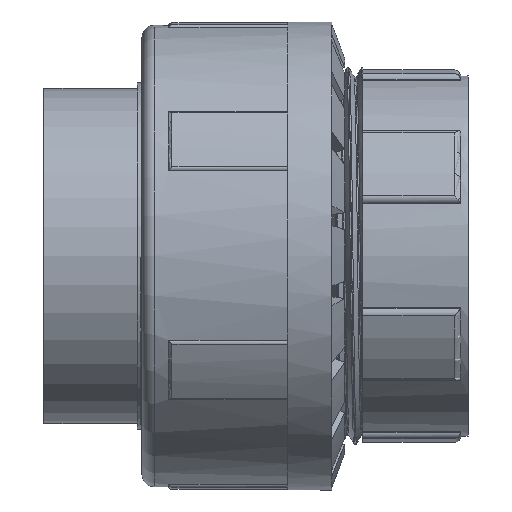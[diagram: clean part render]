
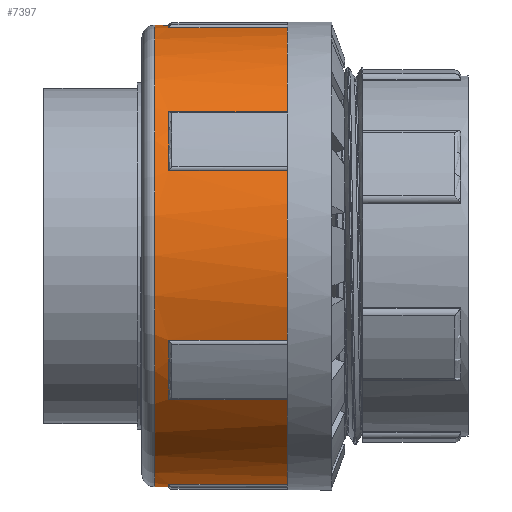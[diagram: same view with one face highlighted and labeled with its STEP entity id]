
A CAD part, top view. The second image highlights one B-rep face of the part: STEP entity #7397.
In plain terms, the highlighted cylindrical face has radius 36.5 mm (diameter 73 mm), a full revolution.
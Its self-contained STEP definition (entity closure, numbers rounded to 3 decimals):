
#84=CYLINDRICAL_SURFACE('',#7900,36.5);
#219=CIRCLE('',#7838,36.5);
#223=CIRCLE('',#7845,36.5);
#227=CIRCLE('',#7852,36.5);
#231=CIRCLE('',#7859,36.5);
#235=CIRCLE('',#7866,36.5);
#243=CIRCLE('',#7881,36.5);
#244=CIRCLE('',#7882,36.5);
#245=CIRCLE('',#7883,36.5);
#246=CIRCLE('',#7884,36.5);
#247=CIRCLE('',#7885,36.5);
#251=CIRCLE('',#7889,36.5);
#253=CIRCLE('',#7893,36.5);
#255=CIRCLE('',#7899,36.5);
#373=FACE_BOUND('',#1438,.T.);
#990=FACE_OUTER_BOUND('',#1437,.T.);
#1437=EDGE_LOOP('',(#6451,#6452,#6453,#6454,#6455,#6456,#6457,#6458,#6459,
#6460,#6461,#6462,#6463,#6464,#6465,#6466,#6467,#6468,#6469,#6470,#6471,
#6472,#6473,#6474));
#1438=EDGE_LOOP('',(#6475));
#2207=LINE('',#11998,#2882);
#2209=LINE('',#12021,#2884);
#2211=LINE('',#12041,#2886);
#2213=LINE('',#12064,#2888);
#2215=LINE('',#12084,#2890);
#2217=LINE('',#12107,#2892);
#2219=LINE('',#12127,#2894);
#2221=LINE('',#12150,#2896);
#2223=LINE('',#12170,#2898);
#2225=LINE('',#12193,#2900);
#2227=LINE('',#12236,#2902);
#2229=LINE('',#12256,#2904);
#2882=VECTOR('',#9292,10.);
#2884=VECTOR('',#9304,10.);
#2886=VECTOR('',#9310,10.);
#2888=VECTOR('',#9322,10.);
#2890=VECTOR('',#9328,10.);
#2892=VECTOR('',#9340,10.);
#2894=VECTOR('',#9346,10.);
#2896=VECTOR('',#9358,10.);
#2898=VECTOR('',#9364,10.);
#2900=VECTOR('',#9376,10.);
#2902=VECTOR('',#9422,10.);
#2904=VECTOR('',#9432,10.);
#3644=VERTEX_POINT('',#11981);
#3646=VERTEX_POINT('',#11985);
#3648=VERTEX_POINT('',#12002);
#3650=VERTEX_POINT('',#12019);
#3652=VERTEX_POINT('',#12024);
#3654=VERTEX_POINT('',#12028);
#3656=VERTEX_POINT('',#12045);
#3658=VERTEX_POINT('',#12062);
#3660=VERTEX_POINT('',#12067);
#3662=VERTEX_POINT('',#12071);
#3664=VERTEX_POINT('',#12088);
#3666=VERTEX_POINT('',#12105);
#3668=VERTEX_POINT('',#12110);
#3670=VERTEX_POINT('',#12114);
#3672=VERTEX_POINT('',#12131);
#3674=VERTEX_POINT('',#12148);
#3676=VERTEX_POINT('',#12153);
#3678=VERTEX_POINT('',#12157);
#3680=VERTEX_POINT('',#12174);
#3682=VERTEX_POINT('',#12191);
#3684=VERTEX_POINT('',#12211);
#3687=VERTEX_POINT('',#12217);
#3689=VERTEX_POINT('',#12223);
#3691=VERTEX_POINT('',#12240);
#3693=VERTEX_POINT('',#12262);
#4609=EDGE_CURVE('',#3644,#3646,#2207,.T.);
#4612=EDGE_CURVE('',#3646,#3648,#219,.T.);
#4615=EDGE_CURVE('',#3648,#3650,#2209,.T.);
#4619=EDGE_CURVE('',#3652,#3654,#2211,.T.);
#4622=EDGE_CURVE('',#3654,#3656,#223,.T.);
#4625=EDGE_CURVE('',#3656,#3658,#2213,.T.);
#4629=EDGE_CURVE('',#3660,#3662,#2215,.T.);
#4632=EDGE_CURVE('',#3662,#3664,#227,.T.);
#4635=EDGE_CURVE('',#3664,#3666,#2217,.T.);
#4639=EDGE_CURVE('',#3668,#3670,#2219,.T.);
#4642=EDGE_CURVE('',#3670,#3672,#231,.T.);
#4645=EDGE_CURVE('',#3672,#3674,#2221,.T.);
#4649=EDGE_CURVE('',#3676,#3678,#2223,.T.);
#4652=EDGE_CURVE('',#3678,#3680,#235,.T.);
#4655=EDGE_CURVE('',#3680,#3682,#2225,.T.);
#4662=EDGE_CURVE('',#3658,#3644,#243,.T.);
#4663=EDGE_CURVE('',#3666,#3652,#244,.T.);
#4664=EDGE_CURVE('',#3674,#3660,#245,.T.);
#4665=EDGE_CURVE('',#3682,#3668,#246,.T.);
#4666=EDGE_CURVE('',#3684,#3676,#247,.T.);
#4670=EDGE_CURVE('',#3650,#3687,#251,.T.);
#4673=EDGE_CURVE('',#3687,#3689,#2227,.T.);
#4676=EDGE_CURVE('',#3689,#3691,#253,.T.);
#4678=EDGE_CURVE('',#3691,#3684,#2229,.T.);
#4680=EDGE_CURVE('',#3693,#3693,#255,.T.);
#6451=ORIENTED_EDGE('',*,*,#4615,.T.);
#6452=ORIENTED_EDGE('',*,*,#4670,.T.);
#6453=ORIENTED_EDGE('',*,*,#4673,.T.);
#6454=ORIENTED_EDGE('',*,*,#4676,.T.);
#6455=ORIENTED_EDGE('',*,*,#4678,.T.);
#6456=ORIENTED_EDGE('',*,*,#4666,.T.);
#6457=ORIENTED_EDGE('',*,*,#4649,.T.);
#6458=ORIENTED_EDGE('',*,*,#4652,.T.);
#6459=ORIENTED_EDGE('',*,*,#4655,.T.);
#6460=ORIENTED_EDGE('',*,*,#4665,.T.);
#6461=ORIENTED_EDGE('',*,*,#4639,.T.);
#6462=ORIENTED_EDGE('',*,*,#4642,.T.);
#6463=ORIENTED_EDGE('',*,*,#4645,.T.);
#6464=ORIENTED_EDGE('',*,*,#4664,.T.);
#6465=ORIENTED_EDGE('',*,*,#4629,.T.);
#6466=ORIENTED_EDGE('',*,*,#4632,.T.);
#6467=ORIENTED_EDGE('',*,*,#4635,.T.);
#6468=ORIENTED_EDGE('',*,*,#4663,.T.);
#6469=ORIENTED_EDGE('',*,*,#4619,.T.);
#6470=ORIENTED_EDGE('',*,*,#4622,.T.);
#6471=ORIENTED_EDGE('',*,*,#4625,.T.);
#6472=ORIENTED_EDGE('',*,*,#4662,.T.);
#6473=ORIENTED_EDGE('',*,*,#4609,.T.);
#6474=ORIENTED_EDGE('',*,*,#4612,.T.);
#6475=ORIENTED_EDGE('',*,*,#4680,.F.);
#7397=ADVANCED_FACE('',(#990,#373),#84,.T.);
#7838=AXIS2_PLACEMENT_3D('',#12015,#9297,#9298);
#7845=AXIS2_PLACEMENT_3D('',#12058,#9315,#9316);
#7852=AXIS2_PLACEMENT_3D('',#12101,#9333,#9334);
#7859=AXIS2_PLACEMENT_3D('',#12144,#9351,#9352);
#7866=AXIS2_PLACEMENT_3D('',#12187,#9369,#9370);
#7881=AXIS2_PLACEMENT_3D('',#12207,#9401,#9402);
#7882=AXIS2_PLACEMENT_3D('',#12208,#9403,#9404);
#7883=AXIS2_PLACEMENT_3D('',#12209,#9405,#9406);
#7884=AXIS2_PLACEMENT_3D('',#12210,#9407,#9408);
#7885=AXIS2_PLACEMENT_3D('',#12212,#9409,#9410);
#7889=AXIS2_PLACEMENT_3D('',#12219,#9417,#9418);
#7893=AXIS2_PLACEMENT_3D('',#12253,#9427,#9428);
#7899=AXIS2_PLACEMENT_3D('',#12263,#9441,#9442);
#7900=AXIS2_PLACEMENT_3D('',#12264,#9443,#9444);
#9292=DIRECTION('',(-1.,0.,0.));
#9297=DIRECTION('center_axis',(-1.,0.,0.));
#9298=DIRECTION('ref_axis',(0.,-1.,0.));
#9304=DIRECTION('',(1.,0.,0.));
#9310=DIRECTION('',(-1.,0.,0.));
#9315=DIRECTION('center_axis',(-1.,0.,0.));
#9316=DIRECTION('ref_axis',(0.,-1.,0.));
#9322=DIRECTION('',(1.,0.,0.));
#9328=DIRECTION('',(-1.,0.,0.));
#9333=DIRECTION('center_axis',(-1.,0.,0.));
#9334=DIRECTION('ref_axis',(0.,-1.,0.));
#9340=DIRECTION('',(1.,0.,0.));
#9346=DIRECTION('',(-1.,0.,0.));
#9351=DIRECTION('center_axis',(-1.,0.,0.));
#9352=DIRECTION('ref_axis',(0.,-1.,0.));
#9358=DIRECTION('',(1.,0.,0.));
#9364=DIRECTION('',(-1.,0.,0.));
#9369=DIRECTION('center_axis',(-1.,0.,0.));
#9370=DIRECTION('ref_axis',(0.,-1.,0.));
#9376=DIRECTION('',(1.,0.,0.));
#9401=DIRECTION('center_axis',(-1.,0.,0.));
#9402=DIRECTION('ref_axis',(0.,-1.,0.));
#9403=DIRECTION('center_axis',(-1.,0.,0.));
#9404=DIRECTION('ref_axis',(0.,-1.,0.));
#9405=DIRECTION('center_axis',(-1.,0.,0.));
#9406=DIRECTION('ref_axis',(0.,-1.,0.));
#9407=DIRECTION('center_axis',(-1.,0.,0.));
#9408=DIRECTION('ref_axis',(0.,-1.,0.));
#9409=DIRECTION('center_axis',(-1.,0.,0.));
#9410=DIRECTION('ref_axis',(0.,-1.,0.));
#9417=DIRECTION('center_axis',(-1.,0.,0.));
#9418=DIRECTION('ref_axis',(0.,-1.,0.));
#9422=DIRECTION('',(-1.,0.,0.));
#9427=DIRECTION('center_axis',(-1.,0.,0.));
#9428=DIRECTION('ref_axis',(0.,-1.,0.));
#9432=DIRECTION('',(1.,0.,0.));
#9441=DIRECTION('center_axis',(-1.,0.,0.));
#9442=DIRECTION('ref_axis',(0.,1.,0.));
#9443=DIRECTION('center_axis',(-1.,0.,0.));
#9444=DIRECTION('ref_axis',(0.,-1.,0.));
#11981=CARTESIAN_POINT('',(23.,13.405,33.949));
#11985=CARTESIAN_POINT('',(4.25,13.405,33.949));
#11998=CARTESIAN_POINT('',(15.,13.405,33.949));
#12002=CARTESIAN_POINT('',(4.25,22.699,28.584));
#12015=CARTESIAN_POINT('Origin',(4.25,0.,0.));
#12019=CARTESIAN_POINT('',(23.,22.699,28.584));
#12021=CARTESIAN_POINT('',(15.,22.699,28.584));
#12024=CARTESIAN_POINT('',(23.,-22.699,28.584));
#12028=CARTESIAN_POINT('',(4.25,-22.699,28.584));
#12041=CARTESIAN_POINT('',(15.,-22.699,28.584));
#12045=CARTESIAN_POINT('',(4.25,-13.405,33.949));
#12058=CARTESIAN_POINT('Origin',(4.25,0.,0.));
#12062=CARTESIAN_POINT('',(23.,-13.405,33.949));
#12064=CARTESIAN_POINT('',(15.,-13.405,33.949));
#12067=CARTESIAN_POINT('',(23.,-36.103,-5.366));
#12071=CARTESIAN_POINT('',(4.25,-36.103,-5.366));
#12084=CARTESIAN_POINT('',(15.,-36.103,-5.366));
#12088=CARTESIAN_POINT('',(4.25,-36.103,5.366));
#12101=CARTESIAN_POINT('Origin',(4.25,0.,0.));
#12105=CARTESIAN_POINT('',(23.,-36.103,5.366));
#12107=CARTESIAN_POINT('',(15.,-36.103,5.366));
#12110=CARTESIAN_POINT('',(23.,-13.405,-33.949));
#12114=CARTESIAN_POINT('',(4.25,-13.405,-33.949));
#12127=CARTESIAN_POINT('',(15.,-13.405,-33.949));
#12131=CARTESIAN_POINT('',(4.25,-22.699,-28.584));
#12144=CARTESIAN_POINT('Origin',(4.25,0.,0.));
#12148=CARTESIAN_POINT('',(23.,-22.699,-28.584));
#12150=CARTESIAN_POINT('',(15.,-22.699,-28.584));
#12153=CARTESIAN_POINT('',(23.,22.699,-28.584));
#12157=CARTESIAN_POINT('',(4.25,22.699,-28.584));
#12170=CARTESIAN_POINT('',(15.,22.699,-28.584));
#12174=CARTESIAN_POINT('',(4.25,13.405,-33.949));
#12187=CARTESIAN_POINT('Origin',(4.25,0.,0.));
#12191=CARTESIAN_POINT('',(23.,13.405,-33.949));
#12193=CARTESIAN_POINT('',(15.,13.405,-33.949));
#12207=CARTESIAN_POINT('Origin',(23.,0.,0.));
#12208=CARTESIAN_POINT('Origin',(23.,0.,0.));
#12209=CARTESIAN_POINT('Origin',(23.,0.,0.));
#12210=CARTESIAN_POINT('Origin',(23.,0.,0.));
#12211=CARTESIAN_POINT('',(23.,36.103,-5.366));
#12212=CARTESIAN_POINT('Origin',(23.,0.,0.));
#12217=CARTESIAN_POINT('',(23.,36.103,5.366));
#12219=CARTESIAN_POINT('Origin',(23.,0.,0.));
#12223=CARTESIAN_POINT('',(4.25,36.103,5.366));
#12236=CARTESIAN_POINT('',(15.,36.103,5.366));
#12240=CARTESIAN_POINT('',(4.25,36.103,-5.366));
#12253=CARTESIAN_POINT('Origin',(4.25,0.,0.));
#12256=CARTESIAN_POINT('',(15.,36.103,-5.366));
#12262=CARTESIAN_POINT('',(2.,-36.5,0.));
#12263=CARTESIAN_POINT('Origin',(2.,0.,0.));
#12264=CARTESIAN_POINT('Origin',(15.,0.,0.));
